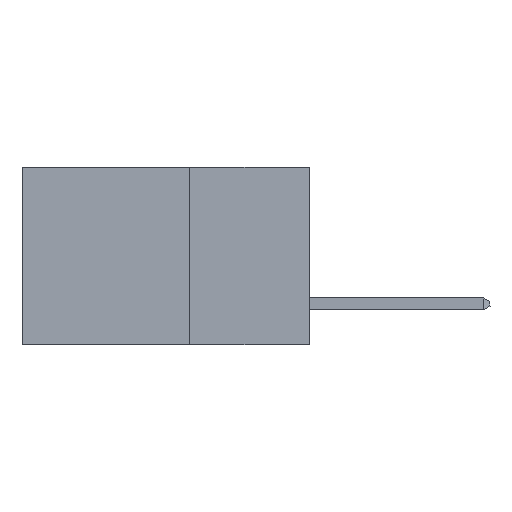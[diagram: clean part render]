
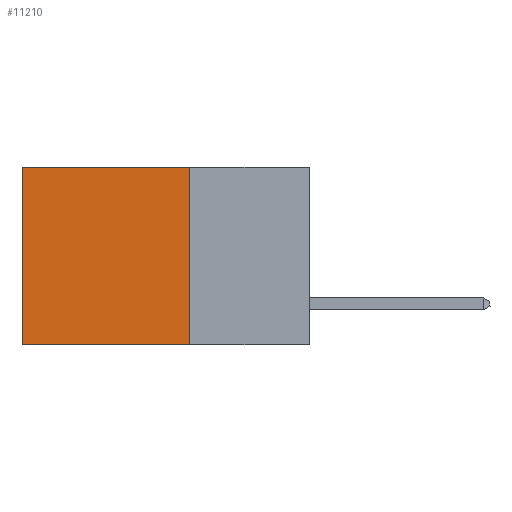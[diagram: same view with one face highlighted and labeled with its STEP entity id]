
A CAD part, left-side view. The second image highlights one B-rep face of the part: STEP entity #11210.
In plain terms, the highlighted planar face has unit normal (-1, 0, 0).
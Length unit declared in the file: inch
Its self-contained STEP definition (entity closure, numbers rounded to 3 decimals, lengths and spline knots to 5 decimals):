
#286 = CARTESIAN_POINT ( 'NONE',  ( 0.2875, 0.25, 0. ) ) ;
#511 = CARTESIAN_POINT ( 'NONE',  ( 0.2875, 0.6, -0.37 ) ) ;
#851 = VECTOR ( 'NONE', #2237, 39.37008 ) ;
#1297 = CARTESIAN_POINT ( 'NONE',  ( 0.2875, 0.25, 0. ) ) ;
#1330 = LINE ( 'NONE', #2215, #851 ) ;
#1814 = PLANE ( 'NONE',  #6516 ) ;
#2215 = CARTESIAN_POINT ( 'NONE',  ( 0.2875, 0.25, 0. ) ) ;
#2237 = DIRECTION ( 'NONE',  ( 0., 0., -1. ) ) ;
#2454 = CARTESIAN_POINT ( 'NONE',  ( 0.2875, 0.6, 0. ) ) ;
#2760 = FACE_OUTER_BOUND ( 'NONE', #5049, .T. ) ;
#3405 = DIRECTION ( 'NONE',  ( 0., 0., -1. ) ) ;
#4613 = EDGE_CURVE ( 'NONE', #14583, #7741, #1330, .T. ) ;
#4719 = VERTEX_POINT ( 'NONE', #511 ) ;
#5049 = EDGE_LOOP ( 'NONE', ( #7515, #8276, #12501, #14531 ) ) ;
#5173 = LINE ( 'NONE', #14159, #16438 ) ;
#6516 = AXIS2_PLACEMENT_3D ( 'NONE', #286, #12085, #3405 ) ;
#7227 = LINE ( 'NONE', #15968, #17916 ) ;
#7515 = ORIENTED_EDGE ( 'NONE', *, *, #16614, .T. ) ;
#7741 = VERTEX_POINT ( 'NONE', #13025 ) ;
#8276 = ORIENTED_EDGE ( 'NONE', *, *, #11508, .F. ) ;
#10496 = EDGE_CURVE ( 'NONE', #14583, #15047, #15394, .T. ) ;
#11210 = ADVANCED_FACE ( 'NONE', ( #2760 ), #1814, .F. ) ;
#11367 = CARTESIAN_POINT ( 'NONE',  ( 0.2875, 0.25, 0. ) ) ;
#11508 = EDGE_CURVE ( 'NONE', #7741, #4719, #5173, .T. ) ;
#12085 = DIRECTION ( 'NONE',  ( 1., 0., 0. ) ) ;
#12501 = ORIENTED_EDGE ( 'NONE', *, *, #4613, .F. ) ;
#12753 = DIRECTION ( 'NONE',  ( 0., 1., 0. ) ) ;
#13025 = CARTESIAN_POINT ( 'NONE',  ( 0.2875, 0.25, -0.37 ) ) ;
#14159 = CARTESIAN_POINT ( 'NONE',  ( 0.2875, 0.25, -0.37 ) ) ;
#14531 = ORIENTED_EDGE ( 'NONE', *, *, #10496, .T. ) ;
#14583 = VERTEX_POINT ( 'NONE', #1297 ) ;
#15047 = VERTEX_POINT ( 'NONE', #2454 ) ;
#15394 = LINE ( 'NONE', #11367, #16684 ) ;
#15854 = DIRECTION ( 'NONE',  ( 0., 0., -1. ) ) ;
#15968 = CARTESIAN_POINT ( 'NONE',  ( 0.2875, 0.6, 0. ) ) ;
#16438 = VECTOR ( 'NONE', #16839, 39.37008 ) ;
#16614 = EDGE_CURVE ( 'NONE', #15047, #4719, #7227, .T. ) ;
#16684 = VECTOR ( 'NONE', #12753, 39.37008 ) ;
#16839 = DIRECTION ( 'NONE',  ( 0., 1., 0. ) ) ;
#17916 = VECTOR ( 'NONE', #15854, 39.37008 ) ;
